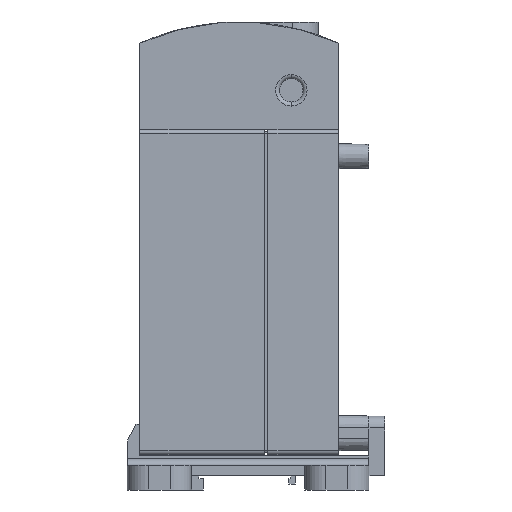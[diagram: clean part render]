
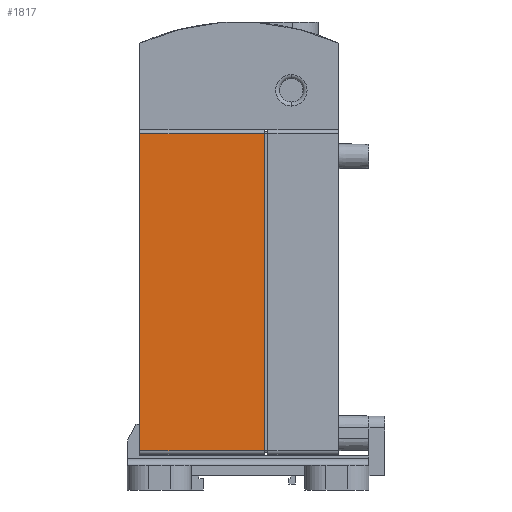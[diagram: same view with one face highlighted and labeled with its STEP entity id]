
A CAD part, left-side view. The second image highlights one B-rep face of the part: STEP entity #1817.
In plain terms, the highlighted planar face has unit normal (-1, 0, 0).
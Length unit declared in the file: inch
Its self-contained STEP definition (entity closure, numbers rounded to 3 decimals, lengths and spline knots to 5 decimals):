
#330 = LINE ( 'NONE', #17539, #9429 ) ;
#402 = DIRECTION ( 'NONE',  ( 0., 0., -1. ) ) ;
#804 = CARTESIAN_POINT ( 'NONE',  ( -2.475, 1.951, -2.415 ) ) ;
#823 = LINE ( 'NONE', #10993, #5667 ) ;
#895 = CARTESIAN_POINT ( 'NONE',  ( -2.475, 1.951, 2.415 ) ) ;
#993 = ORIENTED_EDGE ( 'NONE', *, *, #3078, .F. ) ;
#1348 = CARTESIAN_POINT ( 'NONE',  ( -2.475, 0.05, 2.415 ) ) ;
#1817 = ADVANCED_FACE ( 'NONE', ( #10281 ), #22091, .F. ) ;
#3078 = EDGE_CURVE ( 'NONE', #14234, #19294, #23348, .T. ) ;
#4579 = EDGE_LOOP ( 'NONE', ( #9645, #993, #22522, #5199 ) ) ;
#5199 = ORIENTED_EDGE ( 'NONE', *, *, #6278, .T. ) ;
#5513 = CARTESIAN_POINT ( 'NONE',  ( -2.475, 1.95, 2.415 ) ) ;
#5667 = VECTOR ( 'NONE', #21806, 39.37008 ) ;
#5843 = DIRECTION ( 'NONE',  ( 1., 0., 0. ) ) ;
#6035 = EDGE_CURVE ( 'NONE', #15648, #14234, #823, .T. ) ;
#6223 = CARTESIAN_POINT ( 'NONE',  ( -2.475, 0.05, -2.415 ) ) ;
#6278 = EDGE_CURVE ( 'NONE', #15648, #10121, #19220, .T. ) ;
#8167 = EDGE_CURVE ( 'NONE', #10121, #19294, #330, .T. ) ;
#8976 = VECTOR ( 'NONE', #21757, 39.37008 ) ;
#9429 = VECTOR ( 'NONE', #19327, 39.37008 ) ;
#9645 = ORIENTED_EDGE ( 'NONE', *, *, #8167, .T. ) ;
#9893 = CARTESIAN_POINT ( 'NONE',  ( -2.475, 1.95, -2.415 ) ) ;
#10121 = VERTEX_POINT ( 'NONE', #6223 ) ;
#10281 = FACE_OUTER_BOUND ( 'NONE', #4579, .T. ) ;
#10993 = CARTESIAN_POINT ( 'NONE',  ( -2.475, 1.951, -2.415 ) ) ;
#14234 = VERTEX_POINT ( 'NONE', #895 ) ;
#14391 = VECTOR ( 'NONE', #22507, 39.37008 ) ;
#14758 = AXIS2_PLACEMENT_3D ( 'NONE', #20273, #5843, #402 ) ;
#15648 = VERTEX_POINT ( 'NONE', #804 ) ;
#17539 = CARTESIAN_POINT ( 'NONE',  ( -2.475, 0.05, -2.415 ) ) ;
#19220 = LINE ( 'NONE', #9893, #14391 ) ;
#19294 = VERTEX_POINT ( 'NONE', #1348 ) ;
#19327 = DIRECTION ( 'NONE',  ( 0., 0., 1. ) ) ;
#20273 = CARTESIAN_POINT ( 'NONE',  ( -2.475, 1.95, -2.415 ) ) ;
#21757 = DIRECTION ( 'NONE',  ( 0., -1., 0. ) ) ;
#21806 = DIRECTION ( 'NONE',  ( 0., 0., 1. ) ) ;
#22091 = PLANE ( 'NONE',  #14758 ) ;
#22507 = DIRECTION ( 'NONE',  ( 0., -1., 0. ) ) ;
#22522 = ORIENTED_EDGE ( 'NONE', *, *, #6035, .F. ) ;
#23348 = LINE ( 'NONE', #5513, #8976 ) ;
